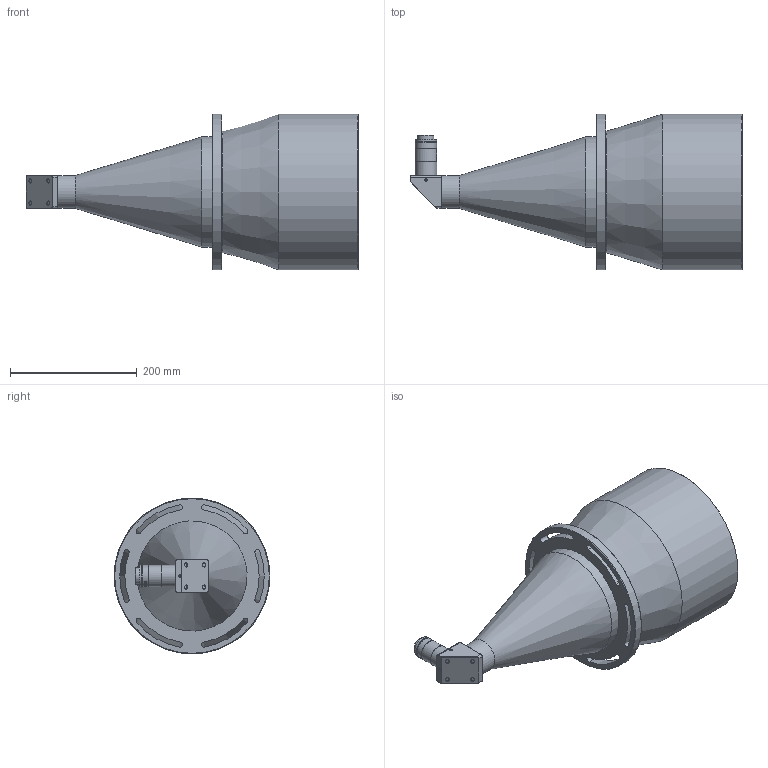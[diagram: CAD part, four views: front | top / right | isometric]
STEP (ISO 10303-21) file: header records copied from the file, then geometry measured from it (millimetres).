
FILE_DESCRIPTION (( 'STEP AP214' ), '1' );
FILE_NAME ('TTL11.5-215-380CL.STEP', '2023-10-17T01:47:22', ( '' ), ( '' ), 'SwSTEP 2.0', 'SolidWorks 2019', '' );
FILE_SCHEMA (( 'AUTOMOTIVE_DESIGN' ));
Length unit declared in the file: millimetre
Products named in the file (3): IMA11.5; OBJ215; TTL11.5-215-380CL
Assembly tree (2 placements, depth 2):
  TTL11.5-215-380CL
    OBJ215
    IMA11.5
Bounding box: 524.12 x 246 x 246 mm (x, y, z)
Volume: 12232459.7 mm3; surface area: 407244.7 mm2
Topology: 12 solids, 17 shells, 268 faces, 758 edges, 557 vertices
Faces by surface type: cylinder 105, plane 93, cone 52, torus 10, bspline 4, sphere 4
Full cylindrical faces by diameter (mm): 3.3 x3, 5.45 x1, 8 x1, 9 x1, 9.8 x1, 11 x2, 12 x1, 14 x1, 14.5 x1, 15 x1, 15.1 x1, 16 x2, 17 x2, 20 x3, 20.5 x1, 21 x1, 21.1 x1, 24.4 x2, 24.6 x2, 24.7 x1, 25.4 x3, 27 x3, 28 x1, 34 x5, 45 x1, 52 x1, 174 x1, 222 x1, 236 x1, 246 x2
Entity records: 12609 total; most frequent: CARTESIAN_POINT 3115, ORIENTED_EDGE 1238, DIRECTION 1234, EDGE_CURVE 619, AXIS2_PLACEMENT_3D 560, VERTEX_POINT 523, EDGE_LOOP 438, FACE_OUTER_BOUND 318
